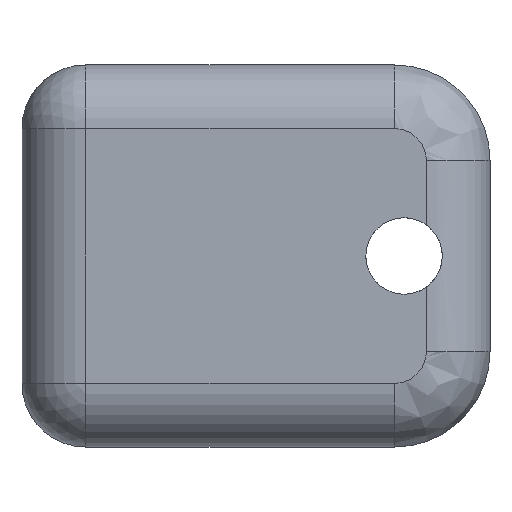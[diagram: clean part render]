
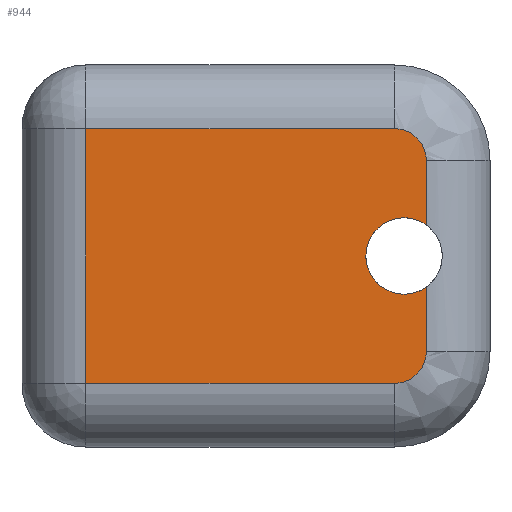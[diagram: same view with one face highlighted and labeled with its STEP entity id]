
A CAD part, left-side view. The second image highlights one B-rep face of the part: STEP entity #944.
In plain terms, the highlighted planar face has unit normal (-1, 0, 0).
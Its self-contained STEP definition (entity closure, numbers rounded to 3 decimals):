
#24=PLANE('',#1053);
#71=LINE('',#1523,#152);
#74=LINE('',#1530,#155);
#75=LINE('',#1564,#156);
#77=LINE('',#1568,#158);
#79=LINE('',#1585,#160);
#152=VECTOR('',#1197,10.);
#155=VECTOR('',#1204,10.);
#156=VECTOR('',#1213,10.);
#158=VECTOR('',#1217,10.);
#160=VECTOR('',#1227,10.);
#268=FACE_OUTER_BOUND('',#324,.T.);
#324=EDGE_LOOP('',(#751,#752,#753,#754,#755,#756,#757,#758,#759));
#384=CIRCLE('',#1034,0.5);
#388=CIRCLE('',#1039,0.5);
#395=CIRCLE('',#1054,0.6);
#396=CIRCLE('',#1055,0.6);
#417=VERTEX_POINT('',#1428);
#424=VERTEX_POINT('',#1443);
#439=VERTEX_POINT('',#1526);
#441=VERTEX_POINT('',#1540);
#443=VERTEX_POINT('',#1546);
#444=VERTEX_POINT('',#1547);
#445=VERTEX_POINT('',#1563);
#447=VERTEX_POINT('',#1578);
#463=VERTEX_POINT('',#1629);
#534=EDGE_CURVE('',#417,#424,#71,.T.);
#538=EDGE_CURVE('',#424,#439,#74,.T.);
#541=EDGE_CURVE('',#439,#441,#384,.T.);
#543=EDGE_CURVE('',#444,#445,#75,.T.);
#546=EDGE_CURVE('',#441,#443,#77,.T.);
#549=EDGE_CURVE('',#445,#447,#388,.T.);
#551=EDGE_CURVE('',#447,#417,#79,.T.);
#574=EDGE_CURVE('',#444,#463,#395,.T.);
#575=EDGE_CURVE('',#463,#443,#396,.T.);
#751=ORIENTED_EDGE('',*,*,#546,.F.);
#752=ORIENTED_EDGE('',*,*,#541,.F.);
#753=ORIENTED_EDGE('',*,*,#538,.F.);
#754=ORIENTED_EDGE('',*,*,#534,.F.);
#755=ORIENTED_EDGE('',*,*,#551,.F.);
#756=ORIENTED_EDGE('',*,*,#549,.F.);
#757=ORIENTED_EDGE('',*,*,#543,.F.);
#758=ORIENTED_EDGE('',*,*,#574,.T.);
#759=ORIENTED_EDGE('',*,*,#575,.T.);
#944=ADVANCED_FACE('',(#268),#24,.T.);
#1034=AXIS2_PLACEMENT_3D('',#1544,#1209,#1210);
#1039=AXIS2_PLACEMENT_3D('',#1582,#1222,#1223);
#1053=AXIS2_PLACEMENT_3D('',#1628,#1268,#1269);
#1054=AXIS2_PLACEMENT_3D('',#1630,#1270,#1271);
#1055=AXIS2_PLACEMENT_3D('',#1631,#1272,#1273);
#1197=DIRECTION('',(0.,0.,1.));
#1204=DIRECTION('',(0.,-1.,0.));
#1209=DIRECTION('center_axis',(1.,0.,0.));
#1210=DIRECTION('ref_axis',(0.,-0.707,0.707));
#1213=DIRECTION('',(0.,0.,-1.));
#1217=DIRECTION('',(0.,0.,-1.));
#1222=DIRECTION('center_axis',(1.,0.,0.));
#1223=DIRECTION('ref_axis',(0.,-0.707,-0.707));
#1227=DIRECTION('',(0.,1.,0.));
#1268=DIRECTION('center_axis',(-1.,0.,0.));
#1269=DIRECTION('ref_axis',(0.,1.,0.));
#1270=DIRECTION('center_axis',(1.,0.,0.));
#1271=DIRECTION('ref_axis',(0.,0.,1.));
#1272=DIRECTION('center_axis',(1.,0.,0.));
#1273=DIRECTION('ref_axis',(0.,0.,1.));
#1428=CARTESIAN_POINT('',(-10.8,2.5,-2.));
#1443=CARTESIAN_POINT('',(-10.8,2.5,2.));
#1523=CARTESIAN_POINT('',(-10.8,2.5,1.5));
#1526=CARTESIAN_POINT('',(-10.8,-2.35,2.));
#1530=CARTESIAN_POINT('',(-10.8,-1.925,2.));
#1540=CARTESIAN_POINT('',(-10.8,-2.85,1.5));
#1544=CARTESIAN_POINT('Origin',(-10.8,-2.35,1.5));
#1546=CARTESIAN_POINT('',(-10.8,-2.85,0.487));
#1547=CARTESIAN_POINT('',(-10.8,-2.85,-0.487));
#1563=CARTESIAN_POINT('',(-10.8,-2.85,-1.5));
#1564=CARTESIAN_POINT('',(-10.8,-2.85,3.));
#1568=CARTESIAN_POINT('',(-10.8,-2.85,3.));
#1578=CARTESIAN_POINT('',(-10.8,-2.35,-2.));
#1582=CARTESIAN_POINT('Origin',(-10.8,-2.35,-1.5));
#1585=CARTESIAN_POINT('',(-10.8,-1.925,-2.));
#1628=CARTESIAN_POINT('Origin',(-10.8,-3.85,3.));
#1629=CARTESIAN_POINT('',(-10.8,-2.5,-0.6));
#1630=CARTESIAN_POINT('Origin',(-10.8,-2.5,0.));
#1631=CARTESIAN_POINT('Origin',(-10.8,-2.5,0.));
